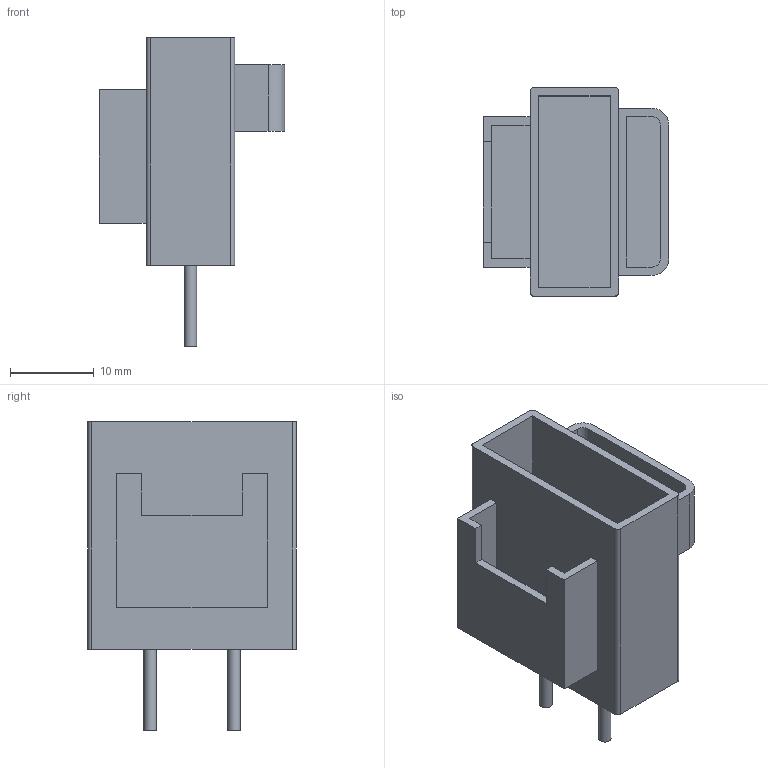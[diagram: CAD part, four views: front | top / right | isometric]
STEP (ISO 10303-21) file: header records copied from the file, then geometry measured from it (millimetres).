
FILE_DESCRIPTION(/* description */ (''),/* implementation_level */ '2;1');
FILE_NAME(/* name */ 'Keystone 3560 Fuse v1.step',/* time_stamp */ '2022-11-05T07:49:44-06:00',/* author */ (''),/* organization */ (''),/* preprocessor_version */ 'ST-DEVELOPER v19.2',/* originating_system */ 'Autodesk Translation Framework v11.17.0.187',/* authorisation */ '');
FILE_SCHEMA (('AUTOMOTIVE_DESIGN { 1 0 10303 214 3 1 1 }'));
Length unit declared in the file: millimetre
Products named in the file (1): Keystone 3560 Fuse
Bounding box: 22.2 x 25 x 36.9 mm (x, y, z)
Volume: 3383.3 mm3; surface area: 5560.7 mm2
Topology: 1 solids, 1 shells, 46 faces, 114 edges, 76 vertices
Faces by surface type: plane 36, cylinder 10
Full cylindrical faces by diameter (mm): 1.5 x2
Entity records: 1391 total; most frequent: CARTESIAN_POINT 237, ORIENTED_EDGE 228, DIRECTION 228, EDGE_CURVE 114, LINE 94, VECTOR 94, VERTEX_POINT 76, AXIS2_PLACEMENT_3D 67
